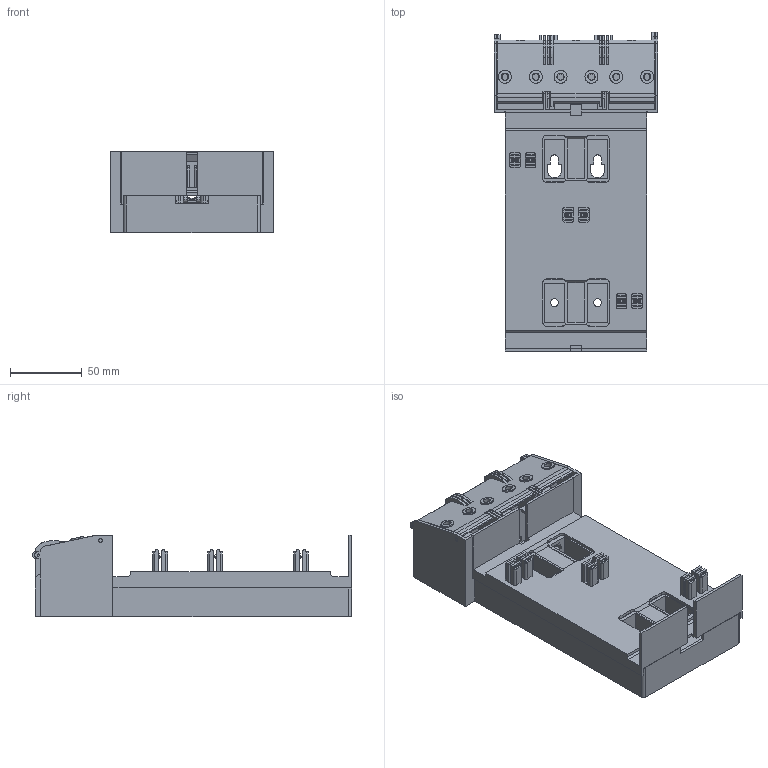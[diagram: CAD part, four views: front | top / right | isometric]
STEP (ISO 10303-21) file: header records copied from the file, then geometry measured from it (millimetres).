
FILE_DESCRIPTION(('STEP AP214'),'1');
FILE_NAME('cctmp_716031D2-8718-4A5A-AA0D-9E44B7056BE6_2024_09_27_08_02_08_0311..stp','2024-09-27T06:02:09',('SIEMENS A&D'),('CADClick - www.CADClick.com'),'Spatial InterOp 3D',' ','unknown authorization');
FILE_SCHEMA(('AUTOMOTIVE_DESIGN'));
Length unit declared in the file: millimetre
Products named in the file (16): cc_unnamed; 8US2952-3QJ00_14; 8US2952-3QJ00_13; 8US2952-3QJ00_12; 8US2952-3QJ00_11; 8US2952-3QJ00_10; 8US2952-3QJ00_9; 8US2952-3QJ00_8; 8US2952-3QJ00_7; 8US2952-3QJ00_6; 8US2952-3QJ00_5; 8US2952-3QJ00_4; 8US2952-3QJ00_3; 8US2952-3QJ00_2; 8US2952-3QJ00_1; 8US2952-3QJ00
Assembly tree (15 placements, depth 2):
  cc_unnamed
    8US2952-3QJ00_14
    8US2952-3QJ00_13
    8US2952-3QJ00_12
    8US2952-3QJ00_11
    8US2952-3QJ00_10
    8US2952-3QJ00_9
    8US2952-3QJ00_8
    8US2952-3QJ00_7
    8US2952-3QJ00_6
    8US2952-3QJ00_5
    8US2952-3QJ00_4
    8US2952-3QJ00_3
    8US2952-3QJ00_2
    8US2952-3QJ00_1
    8US2952-3QJ00
Bounding box: 114 x 221.8 x 56.5 mm (x, y, z)
Volume: 493826.4 mm3; surface area: 235113.3 mm2
Topology: 15 solids, 15 shells, 1752 faces, 5153 edges, 3428 vertices
Faces by surface type: plane 1257, cylinder 471, cone 12, torus 12
Entity records: 72968 total; most frequent: CARTESIAN_POINT 10625, ORIENTED_EDGE 10306, DIRECTION 9695, EDGE_CURVE 5153, LINE 4075, VECTOR 4075, VERTEX_POINT 3428, AXIS2_PLACEMENT_3D 2810
